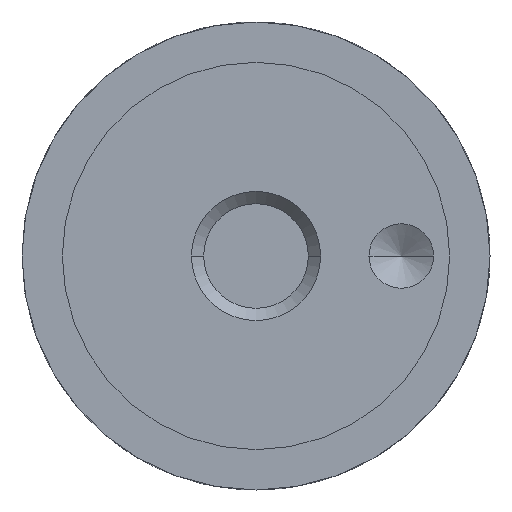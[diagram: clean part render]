
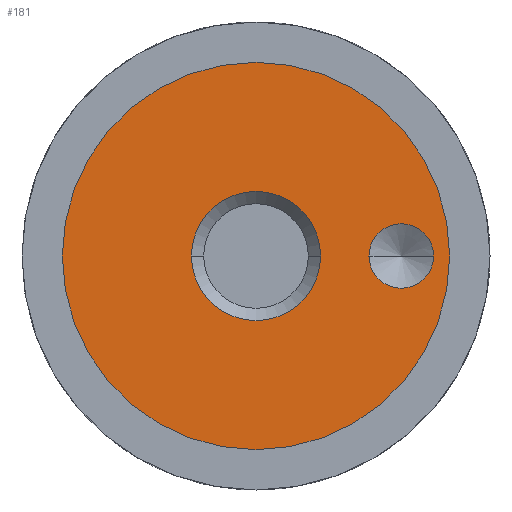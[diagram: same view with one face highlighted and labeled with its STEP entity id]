
A CAD part, front view. The second image highlights one B-rep face of the part: STEP entity #181.
In plain terms, the highlighted planar face has unit normal (0, -1, 0).
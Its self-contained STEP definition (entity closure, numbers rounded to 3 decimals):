
#181=ADVANCED_FACE('',(#390,#391,#392),#393,.T.);
#390=FACE_BOUND('',#652,.T.);
#391=FACE_BOUND('',#653,.T.);
#392=FACE_OUTER_BOUND('',#654,.T.);
#393=PLANE('',#655);
#652=EDGE_LOOP('',(#1034,#1035));
#653=EDGE_LOOP('',(#1036,#1037));
#654=EDGE_LOOP('',(#1038,#1039));
#655=AXIS2_PLACEMENT_3D('',#1040,#1041,#1042);
#1034=ORIENTED_EDGE('',*,*,#1459,.T.);
#1035=ORIENTED_EDGE('',*,*,#1512,.T.);
#1036=ORIENTED_EDGE('',*,*,#1518,.T.);
#1037=ORIENTED_EDGE('',*,*,#1450,.T.);
#1038=ORIENTED_EDGE('',*,*,#1439,.F.);
#1039=ORIENTED_EDGE('',*,*,#1522,.F.);
#1040=CARTESIAN_POINT('',(3.0,0.0,0.0));
#1041=DIRECTION('',(-0.0,-1.0,-0.0));
#1042=DIRECTION('',(-1.0,0.0,0.0));
#1439=EDGE_CURVE('',#1677,#1680,#1681,.T.);
#1450=EDGE_CURVE('',#1693,#1696,#1698,.T.);
#1459=EDGE_CURVE('',#1709,#1711,#1713,.T.);
#1512=EDGE_CURVE('',#1711,#1709,#1790,.T.);
#1518=EDGE_CURVE('',#1696,#1693,#1796,.T.);
#1522=EDGE_CURVE('',#1680,#1677,#1800,.T.);
#1677=VERTEX_POINT('',#2016);
#1680=VERTEX_POINT('',#2020);
#1681=CIRCLE('',#2021,6.0);
#1693=VERTEX_POINT('',#2036);
#1696=VERTEX_POINT('',#2040);
#1698=CIRCLE('',#2043,1.0);
#1709=VERTEX_POINT('',#2056);
#1711=VERTEX_POINT('',#2059);
#1713=CIRCLE('',#2062,2.0);
#1790=CIRCLE('',#2357,2.0);
#1796=CIRCLE('',#2363,1.0);
#1800=CIRCLE('',#2367,6.0);
#2016=CARTESIAN_POINT('',(6.0,0.0,0.0));
#2020=CARTESIAN_POINT('',(-6.0,0.0,0.));
#2021=AXIS2_PLACEMENT_3D('',#3015,#3016,#3017);
#2036=CARTESIAN_POINT('',(3.5,0.0,0.));
#2040=CARTESIAN_POINT('',(5.5,0.,0.));
#2043=AXIS2_PLACEMENT_3D('',#3032,#3033,#3034);
#2056=CARTESIAN_POINT('',(-2.0,0.,0.0));
#2059=CARTESIAN_POINT('',(2.0,0.,0.));
#2062=AXIS2_PLACEMENT_3D('',#3045,#3046,#3047);
#2357=AXIS2_PLACEMENT_3D('',#3092,#3093,#3094);
#2363=AXIS2_PLACEMENT_3D('',#3101,#3102,#3103);
#2367=AXIS2_PLACEMENT_3D('',#3107,#3108,#3109);
#3015=CARTESIAN_POINT('',(0.0,0.0,0.0));
#3016=DIRECTION('',(-0.0,1.0,0.0));
#3017=DIRECTION('',(1.0,0.0,0.0));
#3032=CARTESIAN_POINT('',(4.5,0.0,0.0));
#3033=DIRECTION('',(0.0,1.0,0.0));
#3034=DIRECTION('',(-1.0,0.0,0.0));
#3045=CARTESIAN_POINT('',(0.,0.,0.0));
#3046=DIRECTION('',(0.0,1.0,0.0));
#3047=DIRECTION('',(-1.0,0.0,0.0));
#3092=CARTESIAN_POINT('',(0.,0.,0.0));
#3093=DIRECTION('',(0.0,1.0,0.0));
#3094=DIRECTION('',(-1.0,0.0,0.0));
#3101=CARTESIAN_POINT('',(4.5,0.0,0.0));
#3102=DIRECTION('',(0.0,1.0,0.0));
#3103=DIRECTION('',(-1.0,0.0,0.0));
#3107=CARTESIAN_POINT('',(0.0,0.0,0.0));
#3108=DIRECTION('',(-0.0,1.0,0.0));
#3109=DIRECTION('',(1.0,0.0,0.0));
